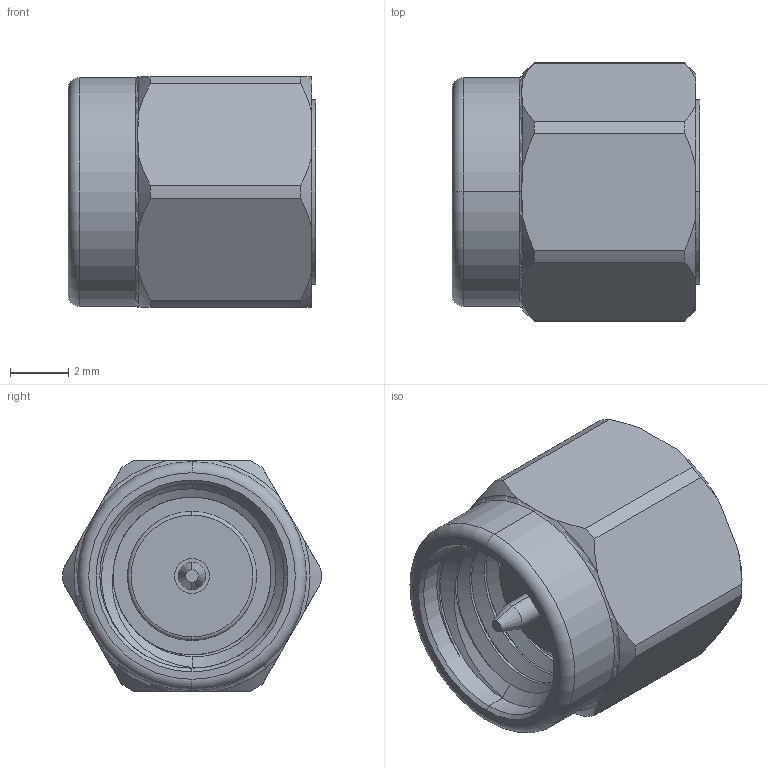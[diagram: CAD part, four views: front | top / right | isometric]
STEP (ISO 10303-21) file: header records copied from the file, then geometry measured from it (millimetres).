
FILE_DESCRIPTION (( 'STEP AP214' ), '1' );
FILE_NAME ('FMTR1201_3D.step', '2024-12-11T19:24:58', ( '' ), ( '' ), 'SwSTEP 2.0', 'SolidWorks 2022', '' );
FILE_SCHEMA (( 'AUTOMOTIVE_DESIGN' ));
Length unit declared in the file: inch
Products named in the file (1): FMTR1201_3D
Bounding box: 8.53 x 8.89 x 7.92 mm (x, y, z)
Volume: 337.6 mm3; surface area: 507.9 mm2
Topology: 1 solids, 1 shells, 71 faces, 181 edges, 117 vertices
Faces by surface type: cylinder 30, cone 19, plane 13, torus 6, bspline 3
Entity records: 4181 total; most frequent: CARTESIAN_POINT 2528, ORIENTED_EDGE 362, DIRECTION 312, EDGE_CURVE 181, AXIS2_PLACEMENT_3D 132, VERTEX_POINT 117, EDGE_LOOP 76, ADVANCED_FACE 71
